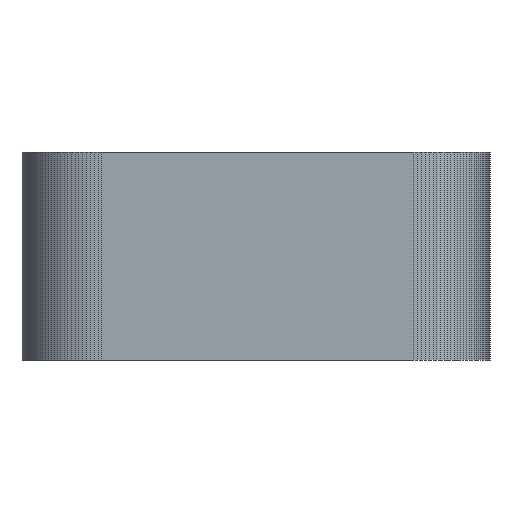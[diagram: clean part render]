
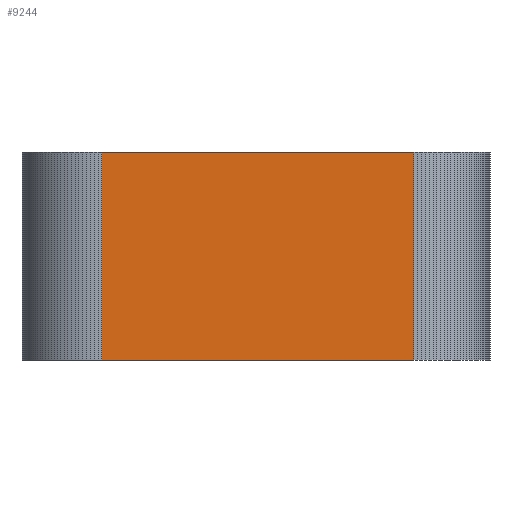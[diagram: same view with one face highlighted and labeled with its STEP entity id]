
A CAD part, front view. The second image highlights one B-rep face of the part: STEP entity #9244.
In plain terms, the highlighted planar face has unit normal (0, -1, 0).
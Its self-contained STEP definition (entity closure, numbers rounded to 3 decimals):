
#1498 = PLANE('',#1499);
#1499 = AXIS2_PLACEMENT_3D('',#1500,#1501,#1502);
#1500 = CARTESIAN_POINT('',(6.,0.,0.));
#1501 = DIRECTION('',(-0.,-0.,-1.));
#1502 = DIRECTION('',(-1.,0.,0.));
#2201 = VERTEX_POINT('',#2202);
#2202 = CARTESIAN_POINT('',(0.075,-2.999,0.));
#2239 = PLANE('',#2240);
#2240 = AXIS2_PLACEMENT_3D('',#2241,#2242,#2243);
#2241 = CARTESIAN_POINT('',(6.,-2.999,4.));
#2242 = DIRECTION('',(-0.,-1.,-0.));
#2243 = DIRECTION('',(0.,0.,-1.));
#2799 = VERTEX_POINT('',#2800);
#2800 = CARTESIAN_POINT('',(0.075,-2.999,8.));
#2837 = PLANE('',#2838);
#2838 = AXIS2_PLACEMENT_3D('',#2839,#2840,#2841);
#2839 = CARTESIAN_POINT('',(6.,0.,8.));
#2840 = DIRECTION('',(0.,0.,1.));
#2841 = DIRECTION('',(1.,0.,0.));
#5310 = EDGE_CURVE('',#2799,#2201,#5311,.T.);
#5311 = SURFACE_CURVE('',#5312,(#5316,#5323),.PCURVE_S1.);
#5312 = LINE('',#5313,#5314);
#5313 = CARTESIAN_POINT('',(0.075,-2.999,8.));
#5314 = VECTOR('',#5315,1.);
#5315 = DIRECTION('',(0.,0.,-1.));
#5316 = PCURVE('',#2239,#5317);
#5317 = DEFINITIONAL_REPRESENTATION('',(#5318),#5322);
#5318 = LINE('',#5319,#5320);
#5319 = CARTESIAN_POINT('',(-4.,-5.925));
#5320 = VECTOR('',#5321,1.);
#5321 = DIRECTION('',(1.,0.));
#5322 = ( GEOMETRIC_REPRESENTATION_CONTEXT(2) 
PARAMETRIC_REPRESENTATION_CONTEXT() REPRESENTATION_CONTEXT('2D SPACE',''
  ) );
#5323 = PCURVE('',#5324,#5329);
#5324 = PLANE('',#5325);
#5325 = AXIS2_PLACEMENT_3D('',#5326,#5327,#5328);
#5326 = CARTESIAN_POINT('',(6.,-2.999,4.));
#5327 = DIRECTION('',(-0.,-1.,-0.));
#5328 = DIRECTION('',(0.,0.,-1.));
#5329 = DEFINITIONAL_REPRESENTATION('',(#5330),#5334);
#5330 = LINE('',#5331,#5332);
#5331 = CARTESIAN_POINT('',(-4.,-5.925));
#5332 = VECTOR('',#5333,1.);
#5333 = DIRECTION('',(1.,0.));
#5334 = ( GEOMETRIC_REPRESENTATION_CONTEXT(2) 
PARAMETRIC_REPRESENTATION_CONTEXT() REPRESENTATION_CONTEXT('2D SPACE',''
  ) );
#5367 = EDGE_CURVE('',#2201,#5368,#5370,.T.);
#5368 = VERTEX_POINT('',#5369);
#5369 = CARTESIAN_POINT('',(12.075,-2.999,0.));
#5370 = SURFACE_CURVE('',#5371,(#5375,#5382),.PCURVE_S1.);
#5371 = LINE('',#5372,#5373);
#5372 = CARTESIAN_POINT('',(-0.075,-2.999,0.));
#5373 = VECTOR('',#5374,1.);
#5374 = DIRECTION('',(1.,0.,0.));
#5375 = PCURVE('',#1498,#5376);
#5376 = DEFINITIONAL_REPRESENTATION('',(#5377),#5381);
#5377 = LINE('',#5378,#5379);
#5378 = CARTESIAN_POINT('',(6.075,-2.999));
#5379 = VECTOR('',#5380,1.);
#5380 = DIRECTION('',(-1.,0.));
#5381 = ( GEOMETRIC_REPRESENTATION_CONTEXT(2) 
PARAMETRIC_REPRESENTATION_CONTEXT() REPRESENTATION_CONTEXT('2D SPACE',''
  ) );
#5382 = PCURVE('',#5324,#5383);
#5383 = DEFINITIONAL_REPRESENTATION('',(#5384),#5388);
#5384 = LINE('',#5385,#5386);
#5385 = CARTESIAN_POINT('',(4.,-6.075));
#5386 = VECTOR('',#5387,1.);
#5387 = DIRECTION('',(0.,1.));
#5388 = ( GEOMETRIC_REPRESENTATION_CONTEXT(2) 
PARAMETRIC_REPRESENTATION_CONTEXT() REPRESENTATION_CONTEXT('2D SPACE',''
  ) );
#7172 = PLANE('',#7173);
#7173 = AXIS2_PLACEMENT_3D('',#7174,#7175,#7176);
#7174 = CARTESIAN_POINT('',(12.149,-2.995,4.));
#7175 = DIRECTION('',(0.05,-0.999,0.));
#7176 = DIRECTION('',(-0.999,-0.05,0.));
#7600 = EDGE_CURVE('',#7601,#2799,#7603,.T.);
#7601 = VERTEX_POINT('',#7602);
#7602 = CARTESIAN_POINT('',(12.075,-2.999,8.));
#7603 = SURFACE_CURVE('',#7604,(#7608,#7615),.PCURVE_S1.);
#7604 = LINE('',#7605,#7606);
#7605 = CARTESIAN_POINT('',(12.075,-2.999,8.));
#7606 = VECTOR('',#7607,1.);
#7607 = DIRECTION('',(-1.,0.,0.));
#7608 = PCURVE('',#2837,#7609);
#7609 = DEFINITIONAL_REPRESENTATION('',(#7610),#7614);
#7610 = LINE('',#7611,#7612);
#7611 = CARTESIAN_POINT('',(6.075,-2.999));
#7612 = VECTOR('',#7613,1.);
#7613 = DIRECTION('',(-1.,0.));
#7614 = ( GEOMETRIC_REPRESENTATION_CONTEXT(2) 
PARAMETRIC_REPRESENTATION_CONTEXT() REPRESENTATION_CONTEXT('2D SPACE',''
  ) );
#7615 = PCURVE('',#5324,#7616);
#7616 = DEFINITIONAL_REPRESENTATION('',(#7617),#7621);
#7617 = LINE('',#7618,#7619);
#7618 = CARTESIAN_POINT('',(-4.,6.075));
#7619 = VECTOR('',#7620,1.);
#7620 = DIRECTION('',(0.,-1.));
#7621 = ( GEOMETRIC_REPRESENTATION_CONTEXT(2) 
PARAMETRIC_REPRESENTATION_CONTEXT() REPRESENTATION_CONTEXT('2D SPACE',''
  ) );
#9244 = ADVANCED_FACE('',(#9245),#5324,.T.);
#9245 = FACE_BOUND('',#9246,.T.);
#9246 = EDGE_LOOP('',(#9247,#9248,#9249,#9270));
#9247 = ORIENTED_EDGE('',*,*,#5310,.T.);
#9248 = ORIENTED_EDGE('',*,*,#5367,.T.);
#9249 = ORIENTED_EDGE('',*,*,#9250,.T.);
#9250 = EDGE_CURVE('',#5368,#7601,#9251,.T.);
#9251 = SURFACE_CURVE('',#9252,(#9256,#9263),.PCURVE_S1.);
#9252 = LINE('',#9253,#9254);
#9253 = CARTESIAN_POINT('',(12.075,-2.999,0.));
#9254 = VECTOR('',#9255,1.);
#9255 = DIRECTION('',(0.,0.,1.));
#9256 = PCURVE('',#5324,#9257);
#9257 = DEFINITIONAL_REPRESENTATION('',(#9258),#9262);
#9258 = LINE('',#9259,#9260);
#9259 = CARTESIAN_POINT('',(4.,6.075));
#9260 = VECTOR('',#9261,1.);
#9261 = DIRECTION('',(-1.,0.));
#9262 = ( GEOMETRIC_REPRESENTATION_CONTEXT(2) 
PARAMETRIC_REPRESENTATION_CONTEXT() REPRESENTATION_CONTEXT('2D SPACE',''
  ) );
#9263 = PCURVE('',#7172,#9264);
#9264 = DEFINITIONAL_REPRESENTATION('',(#9265),#9269);
#9265 = LINE('',#9266,#9267);
#9266 = CARTESIAN_POINT('',(0.075,4.));
#9267 = VECTOR('',#9268,1.);
#9268 = DIRECTION('',(0.,-1.));
#9269 = ( GEOMETRIC_REPRESENTATION_CONTEXT(2) 
PARAMETRIC_REPRESENTATION_CONTEXT() REPRESENTATION_CONTEXT('2D SPACE',''
  ) );
#9270 = ORIENTED_EDGE('',*,*,#7600,.T.);
